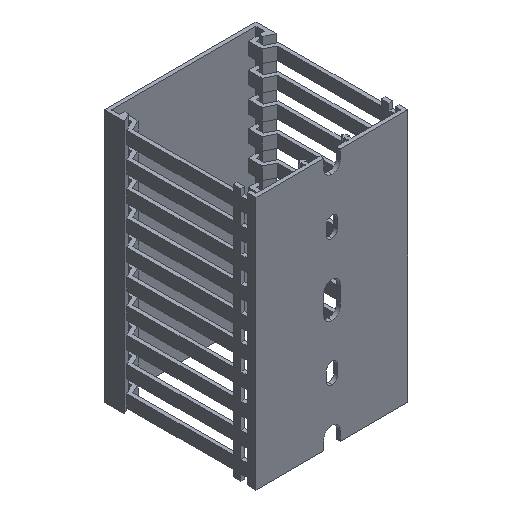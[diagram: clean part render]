
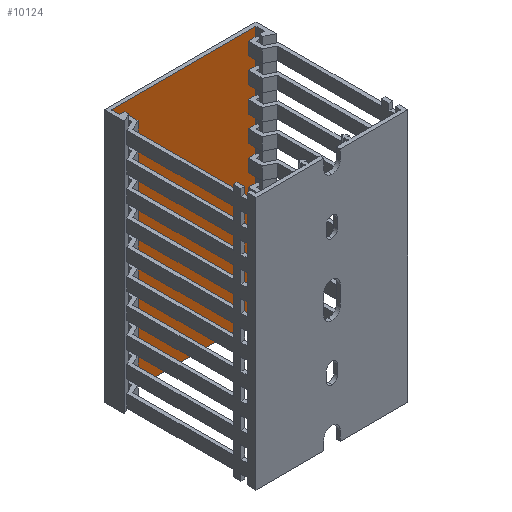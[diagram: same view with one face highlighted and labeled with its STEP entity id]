
A CAD part, isometric view. The second image highlights one B-rep face of the part: STEP entity #10124.
In plain terms, the highlighted planar face has unit normal (0, -1, 0).
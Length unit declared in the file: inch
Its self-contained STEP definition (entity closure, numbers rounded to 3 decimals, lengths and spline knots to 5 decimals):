
#139 = VECTOR ( 'NONE', #1227, 39.37008 ) ;
#177 = EDGE_CURVE ( 'NONE', #5342, #3429, #7565, .T. ) ;
#459 = ORIENTED_EDGE ( 'NONE', *, *, #3514, .T. ) ;
#599 = CARTESIAN_POINT ( 'NONE',  ( -1.12205, 2.30315, -3.93701 ) ) ;
#968 = CARTESIAN_POINT ( 'NONE',  ( -1.12205, 2.30315, 0. ) ) ;
#1078 = VERTEX_POINT ( 'NONE', #8994 ) ;
#1227 = DIRECTION ( 'NONE',  ( -1., 0., 0. ) ) ;
#2109 = CARTESIAN_POINT ( 'NONE',  ( 0., 2.30315, 0. ) ) ;
#2161 = DIRECTION ( 'NONE',  ( 0., 0., 1. ) ) ;
#2358 = EDGE_CURVE ( 'NONE', #1078, #6726, #10166, .T. ) ;
#2382 = VECTOR ( 'NONE', #5801, 39.37008 ) ;
#3429 = VERTEX_POINT ( 'NONE', #599 ) ;
#3514 = EDGE_CURVE ( 'NONE', #5342, #1078, #3898, .T. ) ;
#3898 = LINE ( 'NONE', #11076, #5991 ) ;
#4051 = FACE_OUTER_BOUND ( 'NONE', #9951, .T. ) ;
#4114 = CARTESIAN_POINT ( 'NONE',  ( -1.12205, 2.30315, -3.93701 ) ) ;
#4734 = VECTOR ( 'NONE', #2161, 39.37008 ) ;
#4974 = CARTESIAN_POINT ( 'NONE',  ( 0., 2.30315, -3.93701 ) ) ;
#5342 = VERTEX_POINT ( 'NONE', #9285 ) ;
#5801 = DIRECTION ( 'NONE',  ( -1., 0., 0. ) ) ;
#5991 = VECTOR ( 'NONE', #9196, 39.37008 ) ;
#6725 = ORIENTED_EDGE ( 'NONE', *, *, #2358, .T. ) ;
#6726 = VERTEX_POINT ( 'NONE', #968 ) ;
#7392 = LINE ( 'NONE', #10159, #4734 ) ;
#7565 = LINE ( 'NONE', #4974, #2382 ) ;
#7955 = ORIENTED_EDGE ( 'NONE', *, *, #11613, .F. ) ;
#8409 = DIRECTION ( 'NONE',  ( 0., 0., -1. ) ) ;
#8580 = DIRECTION ( 'NONE',  ( 0., -1., 0. ) ) ;
#8994 = CARTESIAN_POINT ( 'NONE',  ( 1.12205, 2.30315, 0. ) ) ;
#9196 = DIRECTION ( 'NONE',  ( 0., 0., 1. ) ) ;
#9285 = CARTESIAN_POINT ( 'NONE',  ( 1.12205, 2.30315, -3.93701 ) ) ;
#9951 = EDGE_LOOP ( 'NONE', ( #10433, #459, #6725, #7955 ) ) ;
#10124 = ADVANCED_FACE ( 'NONE', ( #4051 ), #10408, .T. ) ;
#10159 = CARTESIAN_POINT ( 'NONE',  ( -1.12205, 2.30315, -3.93701 ) ) ;
#10166 = LINE ( 'NONE', #2109, #139 ) ;
#10167 = AXIS2_PLACEMENT_3D ( 'NONE', #4114, #8580, #8409 ) ;
#10408 = PLANE ( 'NONE',  #10167 ) ;
#10433 = ORIENTED_EDGE ( 'NONE', *, *, #177, .F. ) ;
#11076 = CARTESIAN_POINT ( 'NONE',  ( 1.12205, 2.30315, -3.93701 ) ) ;
#11613 = EDGE_CURVE ( 'NONE', #3429, #6726, #7392, .T. ) ;
